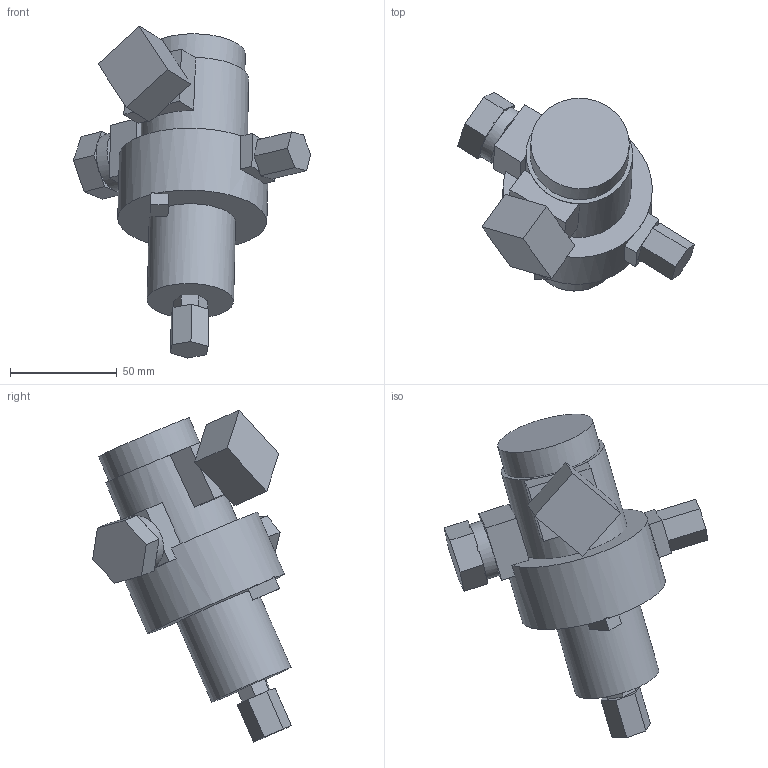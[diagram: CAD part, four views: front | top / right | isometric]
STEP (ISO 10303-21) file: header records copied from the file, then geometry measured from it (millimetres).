
FILE_DESCRIPTION(('Open CASCADE Model'),'2;1');
FILE_NAME('Open CASCADE Shape Model','2025-07-11T14:10:07',('Author'),( 'Open CASCADE'),'Open CASCADE STEP processor 7.8','Open CASCADE 7.8' ,'Unknown');
FILE_SCHEMA(('CONFIG_CONTROL_DESIGN'));
Length unit declared in the file: millimetre
Products named in the file (1): Product 5
Bounding box: 110.95 x 92.93 x 155.18 mm (x, y, z)
Volume: 329952.1 mm3; surface area: 45385 mm2
Topology: 3 solids, 3 shells, 87 faces, 234 edges, 156 vertices
Faces by surface type: plane 82, cylinder 5
Full cylindrical faces by diameter (mm): 26.995 x1, 40.414 x1, 46.007 x1, 49.762 x1, 69.755 x1
Entity records: 5867 total; most frequent: CARTESIAN_POINT 1286, DIRECTION 805, LINE 488, VECTOR 488, ORIENTED_EDGE 468, PCURVE 468, DEFINITIONAL_REPRESENTATION 468, EDGE_CURVE 234
